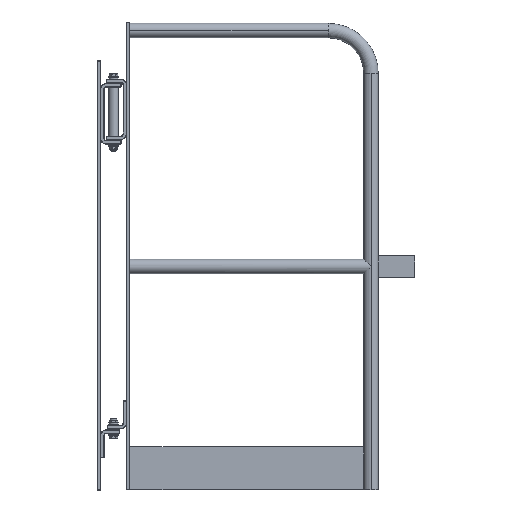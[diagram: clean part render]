
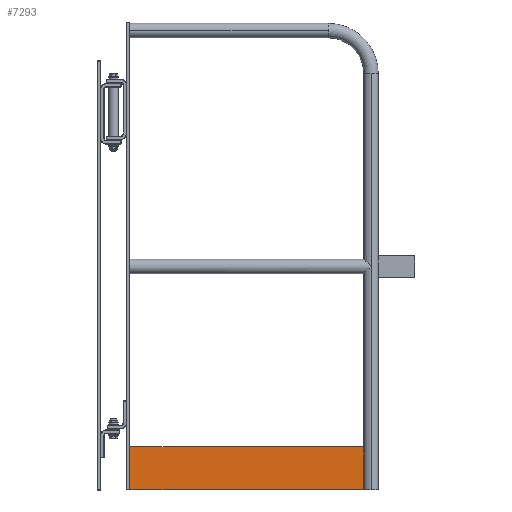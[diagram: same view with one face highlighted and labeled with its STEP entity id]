
A CAD part, top view. The second image highlights one B-rep face of the part: STEP entity #7293.
In plain terms, the highlighted planar face has unit normal (0, 0, 1).
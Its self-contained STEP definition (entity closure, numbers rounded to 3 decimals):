
#458 = CARTESIAN_POINT ( 'NONE',  ( 8., 100., 3. ) ) ;
#544 = EDGE_CURVE ( 'NONE', #5348, #5178, #13967, .T. ) ;
#930 = DIRECTION ( 'NONE',  ( 1., 0., 0. ) ) ;
#1743 = CARTESIAN_POINT ( 'NONE',  ( 8., 0., 3. ) ) ;
#2015 = PLANE ( 'NONE',  #8258 ) ;
#2063 = ORIENTED_EDGE ( 'NONE', *, *, #6786, .T. ) ;
#2169 = ORIENTED_EDGE ( 'NONE', *, *, #544, .T. ) ;
#3100 = DIRECTION ( 'NONE',  ( -1., 0., 0. ) ) ;
#4321 = CARTESIAN_POINT ( 'NONE',  ( 8., 0., 3. ) ) ;
#4483 = DIRECTION ( 'NONE',  ( 0., -1., 0. ) ) ;
#5126 = VERTEX_POINT ( 'NONE', #6176 ) ;
#5178 = VERTEX_POINT ( 'NONE', #1743 ) ;
#5348 = VERTEX_POINT ( 'NONE', #458 ) ;
#5681 = VECTOR ( 'NONE', #3100, 1000. ) ;
#6176 = CARTESIAN_POINT ( 'NONE',  ( 553.15, 100., 3. ) ) ;
#6463 = DIRECTION ( 'NONE',  ( 0., 1., 0. ) ) ;
#6593 = VECTOR ( 'NONE', #6463, 1000. ) ;
#6786 = EDGE_CURVE ( 'NONE', #5178, #11776, #10240, .T. ) ;
#7293 = ADVANCED_FACE ( 'NONE', ( #10388 ), #2015, .F. ) ;
#7501 = CARTESIAN_POINT ( 'NONE',  ( 553.15, 0., 3. ) ) ;
#7947 = DIRECTION ( 'NONE',  ( -1., 0., 0. ) ) ;
#8258 = AXIS2_PLACEMENT_3D ( 'NONE', #9381, #11420, #7947 ) ;
#8290 = EDGE_CURVE ( 'NONE', #5126, #5348, #11780, .T. ) ;
#8513 = VECTOR ( 'NONE', #930, 1000. ) ;
#9381 = CARTESIAN_POINT ( 'NONE',  ( 0., 0., 3. ) ) ;
#9646 = EDGE_LOOP ( 'NONE', ( #2169, #2063, #12392, #12675 ) ) ;
#10240 = LINE ( 'NONE', #4321, #8513 ) ;
#10388 = FACE_OUTER_BOUND ( 'NONE', #9646, .T. ) ;
#11420 = DIRECTION ( 'NONE',  ( 0., 0., -1. ) ) ;
#11776 = VERTEX_POINT ( 'NONE', #15215 ) ;
#11780 = LINE ( 'NONE', #13918, #5681 ) ;
#11988 = VECTOR ( 'NONE', #4483, 1000. ) ;
#12392 = ORIENTED_EDGE ( 'NONE', *, *, #15354, .T. ) ;
#12675 = ORIENTED_EDGE ( 'NONE', *, *, #8290, .T. ) ;
#13417 = LINE ( 'NONE', #7501, #6593 ) ;
#13918 = CARTESIAN_POINT ( 'NONE',  ( 8., 100., 3. ) ) ;
#13967 = LINE ( 'NONE', #15137, #11988 ) ;
#15137 = CARTESIAN_POINT ( 'NONE',  ( 8., 0., 3. ) ) ;
#15215 = CARTESIAN_POINT ( 'NONE',  ( 553.15, 0., 3. ) ) ;
#15354 = EDGE_CURVE ( 'NONE', #11776, #5126, #13417, .T. ) ;
